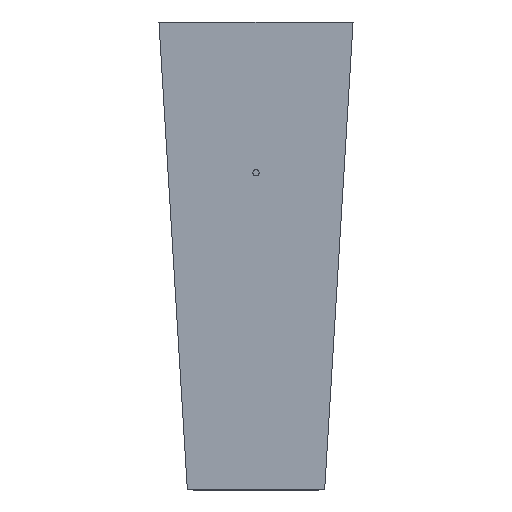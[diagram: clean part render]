
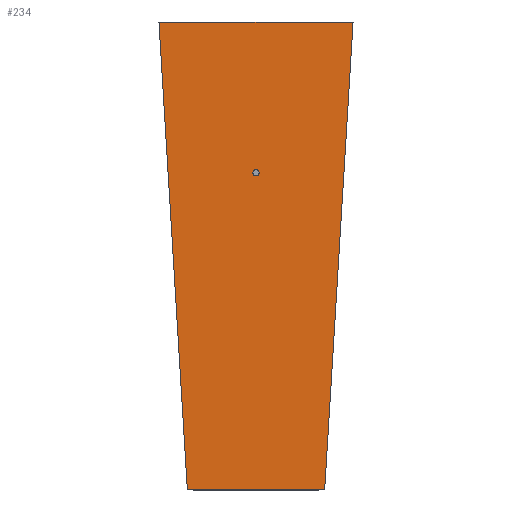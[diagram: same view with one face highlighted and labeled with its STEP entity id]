
A CAD part, top view. The second image highlights one B-rep face of the part: STEP entity #234.
In plain terms, the highlighted planar face has unit normal (0, 0, 1).
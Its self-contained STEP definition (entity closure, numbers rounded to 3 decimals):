
#138=CARTESIAN_POINT('',(21.869,-129.,-2.2));
#139=VERTEX_POINT('',#138);
#140=CARTESIAN_POINT('',(-21.869,-129.,-2.2));
#141=VERTEX_POINT('',#140);
#142=CARTESIAN_POINT('',(21.869,-129.,-2.2));
#143=DIRECTION('',(-1.,0.,0.));
#144=VECTOR('',#143,43.739);
#145=LINE('',#142,#144);
#146=EDGE_CURVE('',#139,#141,#145,.T.);
#177=CARTESIAN_POINT('',(-30.9,20.,-2.2));
#178=VERTEX_POINT('',#177);
#185=CARTESIAN_POINT('',(30.9,20.,-2.2));
#186=VERTEX_POINT('',#185);
#187=CARTESIAN_POINT('',(30.9,20.,-2.2));
#188=DIRECTION('',(-1.,-0.,0.));
#189=VECTOR('',#188,61.799);
#190=LINE('',#187,#189);
#191=EDGE_CURVE('',#186,#178,#190,.T.);
#202=CARTESIAN_POINT('',(0.,0.,-2.2));
#203=DIRECTION('',(0.,0.,1.));
#204=DIRECTION('',(1.,0.,0.));
#205=AXIS2_PLACEMENT_3D('',#202,#203,#204);
#206=PLANE('',#205);
#207=CARTESIAN_POINT('',(0.997,-27.984,-2.2));
#208=VERTEX_POINT('',#207);
#209=CARTESIAN_POINT('',(-0.003,-27.984,-2.2));
#210=DIRECTION('',(0.,0.,1.));
#211=DIRECTION('',(1.,0.,-0.));
#212=AXIS2_PLACEMENT_3D('',#209,#210,#211);
#213=CIRCLE('',#212,1.);
#214=EDGE_CURVE('',#208,#208,#213,.T.);
#215=ORIENTED_EDGE('',*,*,#214,.F.);
#216=EDGE_LOOP('',(#215));
#217=FACE_BOUND('',#216,.T.);
#218=CARTESIAN_POINT('',(-21.869,-129.,-2.2));
#219=DIRECTION('',(-0.06,0.998,0.));
#220=VECTOR('',#219,149.273);
#221=LINE('',#218,#220);
#222=EDGE_CURVE('',#141,#178,#221,.T.);
#223=ORIENTED_EDGE('',*,*,#222,.F.);
#224=ORIENTED_EDGE('',*,*,#146,.F.);
#225=CARTESIAN_POINT('',(30.9,20.,-2.2));
#226=DIRECTION('',(-0.06,-0.998,0.));
#227=VECTOR('',#226,149.273);
#228=LINE('',#225,#227);
#229=EDGE_CURVE('',#186,#139,#228,.T.);
#230=ORIENTED_EDGE('',*,*,#229,.F.);
#231=ORIENTED_EDGE('',*,*,#191,.T.);
#232=EDGE_LOOP('',(#223,#224,#230,#231));
#233=FACE_BOUND('',#232,.T.);
#234=ADVANCED_FACE('',(#217,#233),#206,.T.);
